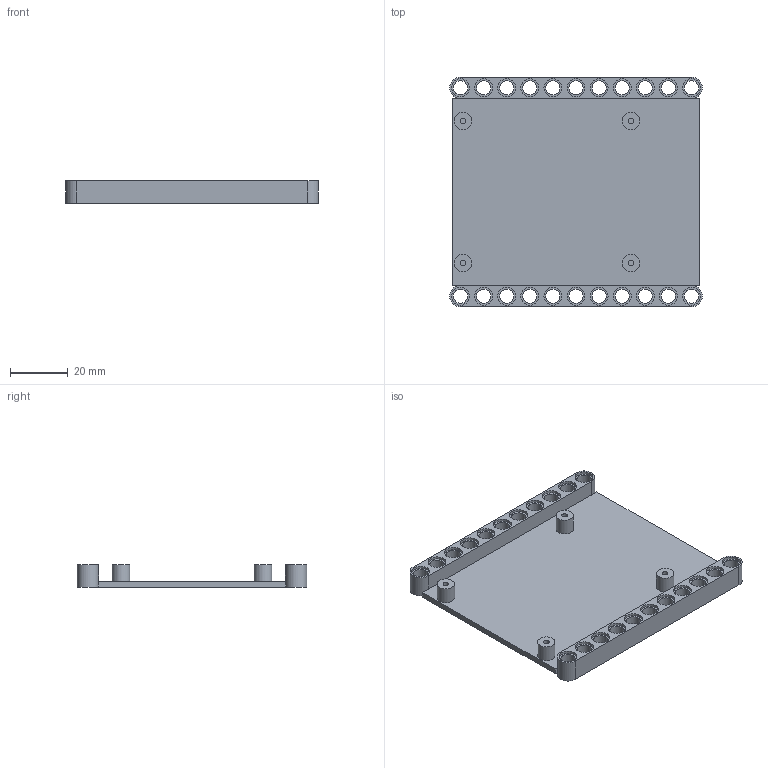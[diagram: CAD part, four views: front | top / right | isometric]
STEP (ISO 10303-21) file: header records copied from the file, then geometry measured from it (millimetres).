
FILE_DESCRIPTION(/* description */ ('STEP AP242','CAx-IF Rec.Pracs.---Representation and Presentation of Product Manufacturing Information (PMI)---4.0---2014-10-13','CAx-IF Rec.Pracs.---3D Tessellated Geometry---0.4---2014-09-14','2;1'),/* implementation_level */ '2;1');
FILE_NAME(/* name */ '681cbff465c2e953e803a0be',/* time_stamp */ '2025-05-08T14:30:13Z',/* author */ (''),/* organization */ (''),/* preprocessor_version */ 'ST-DEVELOPER v20',/* originating_system */ 'ONSHAPE BY PTC INC, 1.197',/* authorisation */ ' ');
FILE_SCHEMA (('AP242_MANAGED_MODEL_BASED_3D_ENGINEERING_MIM_LF { 1 0 10303 442 1 1 4 }'));
Length unit declared in the file: metre
Products named in the file (4): Part 3; Part 1; Part 4; Part 2
Bounding box: 87.08 x 79.26 x 7.76 mm (x, y, z)
Volume: 28671 mm3; surface area: 31053.8 mm2
Topology: 4 solids, 4 shells, 150 faces, 292 edges, 202 vertices
Faces by surface type: cylinder 78, plane 72
Full cylindrical faces by diameter (mm): 1.95 x4, 4.9 x22, 6 x4, 6.2 x44
Entity records: 3546 total; most frequent: DIRECTION 660, CARTESIAN_POINT 530, ORIENTED_EDGE 392, EDGE_LOOP 320, FACE_BOUND 320, AXIS2_PLACEMENT_3D 310, EDGE_CURVE 196, VERTEX_POINT 180
